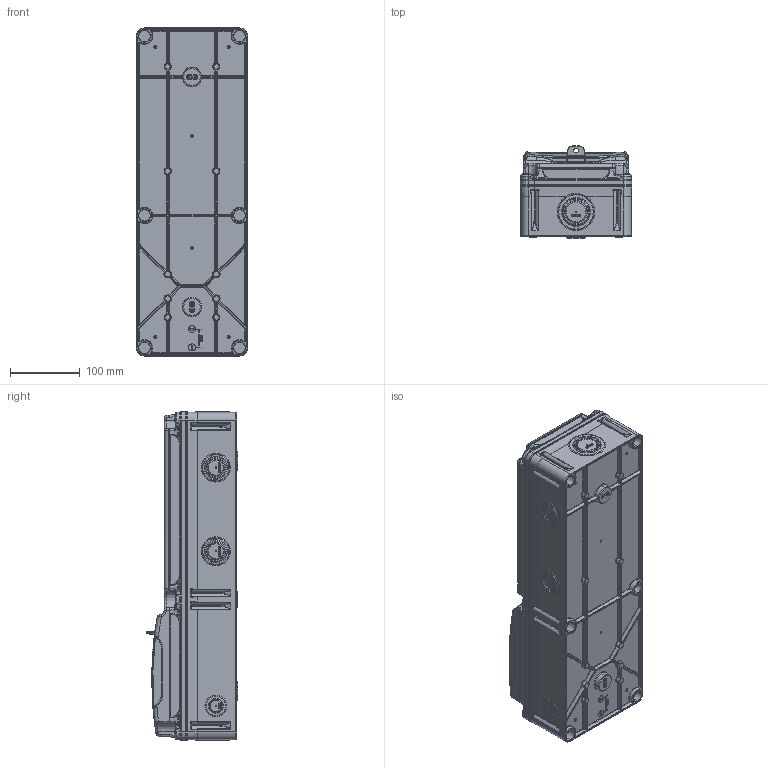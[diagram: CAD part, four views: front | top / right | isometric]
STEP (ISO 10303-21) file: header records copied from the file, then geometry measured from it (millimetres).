
FILE_DESCRIPTION (( 'STEP AP203' ), '1' );
FILE_NAME ('3D 15850603.STEP', '2021-03-15T10:40:29', ( '' ), ( '' ), 'SwSTEP 2.0', 'SolidWorks 2020', '' );
FILE_SCHEMA (( 'CONFIG_CONTROL_DESIGN' ));
Products named in the file (1): 3D 15850603
Bounding box: 160.6 x 132 x 471.6 mm (x, y, z)
Volume: 7031985.6 mm3; surface area: 393758.7 mm2
Topology: 1 solids, 2 shells, 6496 faces, 15886 edges, 9401 vertices
Faces by surface type: bspline 2412, plane 1651, cylinder 1378, torus 494, cone 389, sphere 172
Entity records: 283462 total; most frequent: CARTESIAN_POINT 152824, ORIENTED_EDGE 31220, DIRECTION 21547, EDGE_CURVE 15610, VERTEX_POINT 9401, AXIS2_PLACEMENT_3D 8097, EDGE_LOOP 6811, FACE_OUTER_BOUND 6496
